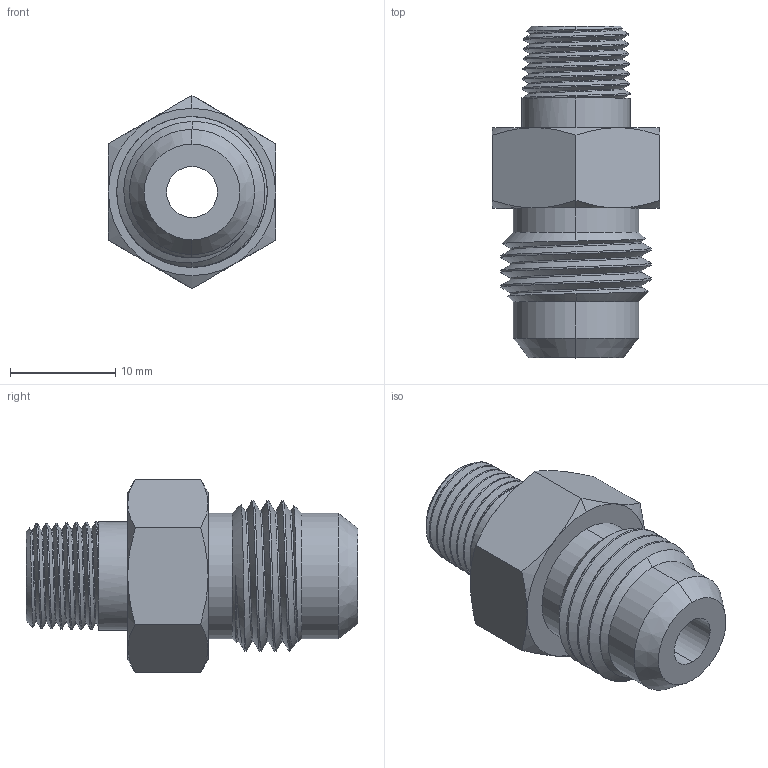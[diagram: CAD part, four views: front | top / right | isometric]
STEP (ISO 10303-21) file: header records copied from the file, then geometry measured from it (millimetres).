
FILE_DESCRIPTION(/* description */ (''),/* implementation_level */ '2;1');
FILE_NAME(/* name */ '2404-06-02.stp',/* time_stamp */ '2023-05-26T16:25:17-04:00',/* author */ ('esanner'),/* organization */ (''),/* preprocessor_version */ 'ST-DEVELOPER v19',/* originating_system */ 'AutoCAD Mechanical',/* authorisation */ '');
FILE_SCHEMA (('AUTOMOTIVE_DESIGN { 1 0 10303 214 3 1 1 }'));
Length unit declared in the file: millimetre
Products named in the file (1): Product
Bounding box: 15.88 x 31.5 x 18.33 mm (x, y, z)
Volume: 3494.5 mm3; surface area: 2401.4 mm2
Topology: 1 solids, 1 shells, 71 faces, 178 edges, 111 vertices
Faces by surface type: cone 39, cylinder 15, plane 11, bspline 6
Entity records: 6516 total; most frequent: CARTESIAN_POINT 4984, ORIENTED_EDGE 356, DIRECTION 272, EDGE_CURVE 178, AXIS2_PLACEMENT_3D 113, VERTEX_POINT 111, EDGE_LOOP 75, FACE_OUTER_BOUND 71
